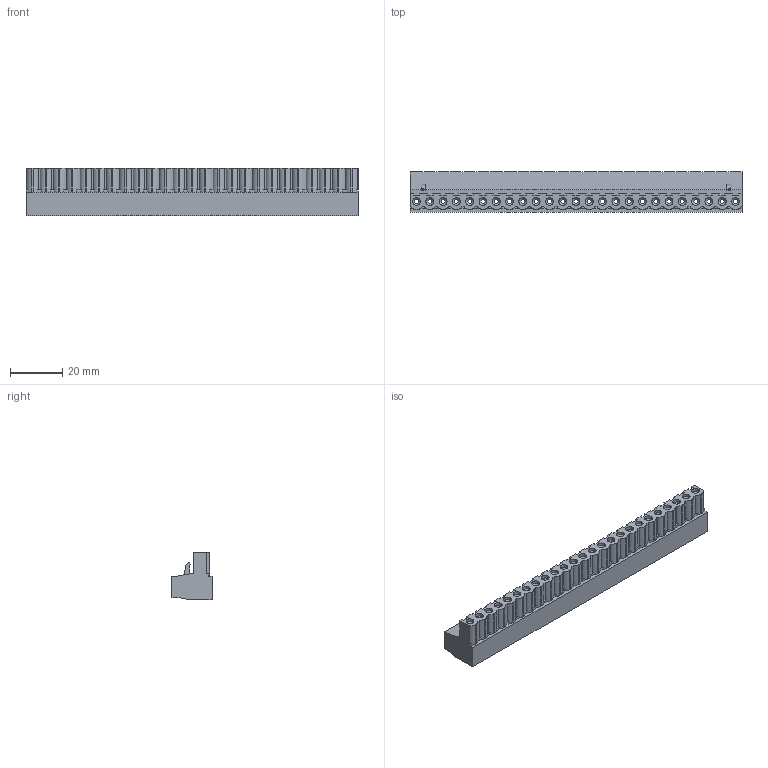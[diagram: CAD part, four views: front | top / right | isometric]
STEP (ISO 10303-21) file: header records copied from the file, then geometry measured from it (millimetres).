
FILE_DESCRIPTION (( 'STEP AP203' ), '1' );
FILE_NAME ('SOKETLI BASKILI DEVRE KLEMENSI - 5,08 MM DISI - 25LI.STEP', '2018-09-13T14:01:34', ( 'user' ), ( '' ), 'SwSTEP 2.0', 'SolidWorks 2016', '' );
FILE_SCHEMA (( 'CONFIG_CONTROL_DESIGN' ));
Length unit declared in the file: millimetre
Products named in the file (1): SOKETLI BASKILI DEVRE KLEMENSI  - 5,08 MM DISI - 25LI
Bounding box: 126.89 x 15.33 x 18.15 mm (x, y, z)
Volume: 20465 mm3; surface area: 13714.3 mm2
Topology: 1 solids, 1 shells, 860 faces, 2243 edges, 1462 vertices
Faces by surface type: plane 606, cylinder 204, cone 50
Entity records: 26402 total; most frequent: CARTESIAN_POINT 4566, DIRECTION 4523, ORIENTED_EDGE 4486, EDGE_CURVE 2243, VECTOR 1685, LINE 1685, VERTEX_POINT 1462, AXIS2_PLACEMENT_3D 1419
